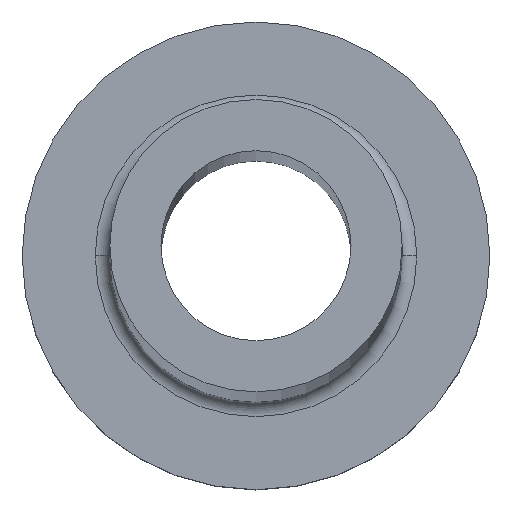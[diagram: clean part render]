
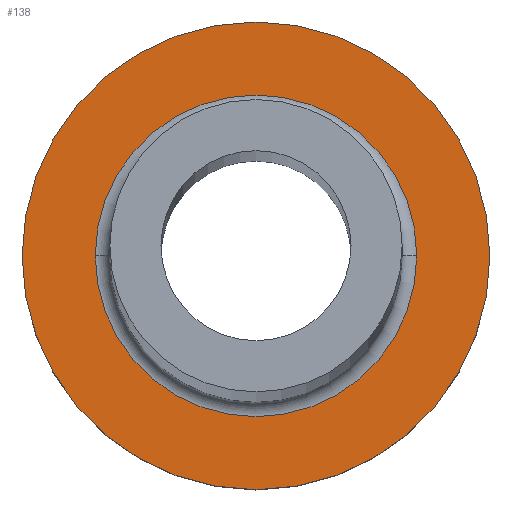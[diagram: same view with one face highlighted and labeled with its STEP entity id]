
A CAD part, top view. The second image highlights one B-rep face of the part: STEP entity #138.
In plain terms, the highlighted planar face has unit normal (0, 0, 1).
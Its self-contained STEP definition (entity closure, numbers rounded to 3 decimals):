
#3 = DIRECTION ( 'NONE',  ( 1., 0., 0. ) ) ;
#6 = CIRCLE ( 'NONE', #40, 5.5 ) ;
#9 = DIRECTION ( 'NONE',  ( 0., 0., -1. ) ) ;
#25 = CIRCLE ( 'NONE', #79, 5.5 ) ;
#26 = CARTESIAN_POINT ( 'NONE',  ( 0., 0., 5. ) ) ;
#40 = AXIS2_PLACEMENT_3D ( 'NONE', #359, #42, #216 ) ;
#42 = DIRECTION ( 'NONE',  ( 0., 0., -1. ) ) ;
#49 = CIRCLE ( 'NONE', #192, 8. ) ;
#51 = EDGE_CURVE ( 'NONE', #281, #168, #341, .T. ) ;
#60 = ORIENTED_EDGE ( 'NONE', *, *, #210, .T. ) ;
#72 = ORIENTED_EDGE ( 'NONE', *, *, #181, .T. ) ;
#79 = AXIS2_PLACEMENT_3D ( 'NONE', #273, #9, #357 ) ;
#89 = DIRECTION ( 'NONE',  ( 0., 0., 1. ) ) ;
#97 = CARTESIAN_POINT ( 'NONE',  ( 8., 0., 5. ) ) ;
#130 = CARTESIAN_POINT ( 'NONE',  ( 5.5, 0., 5. ) ) ;
#138 = ADVANCED_FACE ( 'NONE', ( #207, #275 ), #268, .T. ) ;
#164 = VERTEX_POINT ( 'NONE', #130 ) ;
#165 = AXIS2_PLACEMENT_3D ( 'NONE', #180, #269, #3 ) ;
#168 = VERTEX_POINT ( 'NONE', #185 ) ;
#179 = DIRECTION ( 'NONE',  ( 1., 0., 0. ) ) ;
#180 = CARTESIAN_POINT ( 'NONE',  ( 0., 0., 5. ) ) ;
#181 = EDGE_CURVE ( 'NONE', #168, #281, #49, .T. ) ;
#185 = CARTESIAN_POINT ( 'NONE',  ( -8., 0., 5. ) ) ;
#192 = AXIS2_PLACEMENT_3D ( 'NONE', #360, #244, #241 ) ;
#198 = CARTESIAN_POINT ( 'NONE',  ( -5.5, 0., 5. ) ) ;
#207 = FACE_BOUND ( 'NONE', #305, .T. ) ;
#210 = EDGE_CURVE ( 'NONE', #164, #366, #25, .T. ) ;
#216 = DIRECTION ( 'NONE',  ( 1., 0., 0. ) ) ;
#226 = EDGE_CURVE ( 'NONE', #366, #164, #6, .T. ) ;
#241 = DIRECTION ( 'NONE',  ( 1., 0., 0. ) ) ;
#244 = DIRECTION ( 'NONE',  ( 0., 0., 1. ) ) ;
#264 = ORIENTED_EDGE ( 'NONE', *, *, #226, .T. ) ;
#268 = PLANE ( 'NONE',  #165 ) ;
#269 = DIRECTION ( 'NONE',  ( 0., 0., 1. ) ) ;
#273 = CARTESIAN_POINT ( 'NONE',  ( 0., 0., 5. ) ) ;
#275 = FACE_OUTER_BOUND ( 'NONE', #286, .T. ) ;
#281 = VERTEX_POINT ( 'NONE', #97 ) ;
#286 = EDGE_LOOP ( 'NONE', ( #72, #315 ) ) ;
#305 = EDGE_LOOP ( 'NONE', ( #60, #264 ) ) ;
#315 = ORIENTED_EDGE ( 'NONE', *, *, #51, .T. ) ;
#341 = CIRCLE ( 'NONE', #354, 8. ) ;
#354 = AXIS2_PLACEMENT_3D ( 'NONE', #26, #89, #179 ) ;
#357 = DIRECTION ( 'NONE',  ( 1., 0., 0. ) ) ;
#359 = CARTESIAN_POINT ( 'NONE',  ( 0., 0., 5. ) ) ;
#360 = CARTESIAN_POINT ( 'NONE',  ( 0., 0., 5. ) ) ;
#366 = VERTEX_POINT ( 'NONE', #198 ) ;
